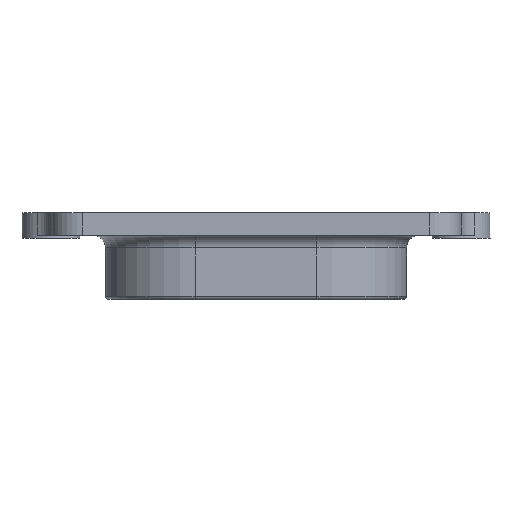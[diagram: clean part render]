
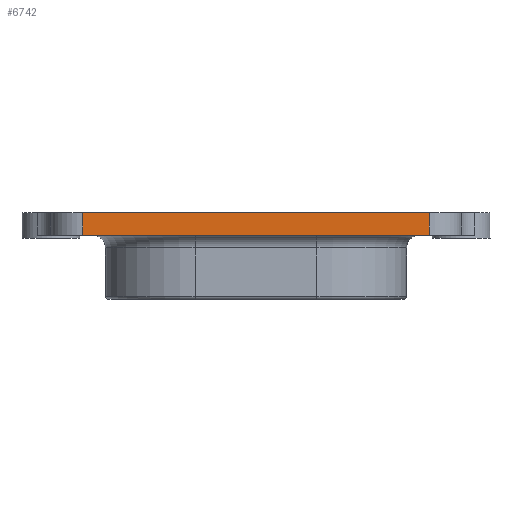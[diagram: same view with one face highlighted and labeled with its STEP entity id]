
A CAD part, front view. The second image highlights one B-rep face of the part: STEP entity #6742.
In plain terms, the highlighted planar face has unit normal (0, -1, 0).
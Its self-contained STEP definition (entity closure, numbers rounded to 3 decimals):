
#106 = PLANE('',#107);
#107 = AXIS2_PLACEMENT_3D('',#108,#109,#110);
#108 = CARTESIAN_POINT('',(-27.,35.,63.));
#109 = DIRECTION('',(0.,0.,-1.));
#110 = DIRECTION('',(-1.,0.,-0.));
#161 = PLANE('',#162);
#162 = AXIS2_PLACEMENT_3D('',#163,#164,#165);
#163 = CARTESIAN_POINT('',(-91.,79.,56.));
#164 = DIRECTION('',(-0.,0.,1.));
#165 = DIRECTION('',(1.,0.,0.));
#878 = VERTEX_POINT('',#879);
#879 = CARTESIAN_POINT('',(-145.,-79.,63.));
#894 = CYLINDRICAL_SURFACE('',#895,10.);
#895 = AXIS2_PLACEMENT_3D('',#896,#897,#898);
#896 = CARTESIAN_POINT('',(-145.,-69.,63.));
#897 = DIRECTION('',(0.,0.,-1.));
#898 = DIRECTION('',(0.,-1.,0.));
#906 = EDGE_CURVE('',#907,#878,#909,.T.);
#907 = VERTEX_POINT('',#908);
#908 = CARTESIAN_POINT('',(-37.,-79.,63.));
#909 = SURFACE_CURVE('',#910,(#914,#921),.PCURVE_S1.);
#910 = LINE('',#911,#912);
#911 = CARTESIAN_POINT('',(-91.,-79.,63.));
#912 = VECTOR('',#913,1.);
#913 = DIRECTION('',(-1.,0.,-0.));
#914 = PCURVE('',#106,#915);
#915 = DEFINITIONAL_REPRESENTATION('',(#916),#920);
#916 = LINE('',#917,#918);
#917 = CARTESIAN_POINT('',(64.,-114.));
#918 = VECTOR('',#919,1.);
#919 = DIRECTION('',(1.,0.));
#920 = ( GEOMETRIC_REPRESENTATION_CONTEXT(2) 
PARAMETRIC_REPRESENTATION_CONTEXT() REPRESENTATION_CONTEXT('2D SPACE',''
  ) );
#921 = PCURVE('',#922,#927);
#922 = PLANE('',#923);
#923 = AXIS2_PLACEMENT_3D('',#924,#925,#926);
#924 = CARTESIAN_POINT('',(-91.,-79.,59.5));
#925 = DIRECTION('',(0.,1.,0.));
#926 = DIRECTION('',(0.,0.,1.));
#927 = DEFINITIONAL_REPRESENTATION('',(#928),#932);
#928 = LINE('',#929,#930);
#929 = CARTESIAN_POINT('',(3.5,0.));
#930 = VECTOR('',#931,1.);
#931 = DIRECTION('',(0.,-1.));
#932 = ( GEOMETRIC_REPRESENTATION_CONTEXT(2) 
PARAMETRIC_REPRESENTATION_CONTEXT() REPRESENTATION_CONTEXT('2D SPACE',''
  ) );
#955 = CYLINDRICAL_SURFACE('',#956,10.);
#956 = AXIS2_PLACEMENT_3D('',#957,#958,#959);
#957 = CARTESIAN_POINT('',(-37.,-69.,63.));
#958 = DIRECTION('',(-0.,-0.,-1.));
#959 = DIRECTION('',(0.,-1.,-0.));
#2346 = EDGE_CURVE('',#878,#2347,#2349,.T.);
#2347 = VERTEX_POINT('',#2348);
#2348 = CARTESIAN_POINT('',(-145.,-79.,56.));
#2349 = SURFACE_CURVE('',#2350,(#2354,#2361),.PCURVE_S1.);
#2350 = LINE('',#2351,#2352);
#2351 = CARTESIAN_POINT('',(-145.,-79.,63.));
#2352 = VECTOR('',#2353,1.);
#2353 = DIRECTION('',(0.,0.,-1.));
#2354 = PCURVE('',#894,#2355);
#2355 = DEFINITIONAL_REPRESENTATION('',(#2356),#2360);
#2356 = LINE('',#2357,#2358);
#2357 = CARTESIAN_POINT('',(0.,0.));
#2358 = VECTOR('',#2359,1.);
#2359 = DIRECTION('',(0.,1.));
#2360 = ( GEOMETRIC_REPRESENTATION_CONTEXT(2) 
PARAMETRIC_REPRESENTATION_CONTEXT() REPRESENTATION_CONTEXT('2D SPACE',''
  ) );
#2361 = PCURVE('',#922,#2362);
#2362 = DEFINITIONAL_REPRESENTATION('',(#2363),#2367);
#2363 = LINE('',#2364,#2365);
#2364 = CARTESIAN_POINT('',(3.5,-54.));
#2365 = VECTOR('',#2366,1.);
#2366 = DIRECTION('',(-1.,0.));
#2367 = ( GEOMETRIC_REPRESENTATION_CONTEXT(2) 
PARAMETRIC_REPRESENTATION_CONTEXT() REPRESENTATION_CONTEXT('2D SPACE',''
  ) );
#2543 = EDGE_CURVE('',#907,#2544,#2546,.T.);
#2544 = VERTEX_POINT('',#2545);
#2545 = CARTESIAN_POINT('',(-37.,-79.,56.));
#2546 = SURFACE_CURVE('',#2547,(#2551,#2558),.PCURVE_S1.);
#2547 = LINE('',#2548,#2549);
#2548 = CARTESIAN_POINT('',(-37.,-79.,63.));
#2549 = VECTOR('',#2550,1.);
#2550 = DIRECTION('',(-0.,-0.,-1.));
#2551 = PCURVE('',#955,#2552);
#2552 = DEFINITIONAL_REPRESENTATION('',(#2553),#2557);
#2553 = LINE('',#2554,#2555);
#2554 = CARTESIAN_POINT('',(-0.,0.));
#2555 = VECTOR('',#2556,1.);
#2556 = DIRECTION('',(-0.,1.));
#2557 = ( GEOMETRIC_REPRESENTATION_CONTEXT(2) 
PARAMETRIC_REPRESENTATION_CONTEXT() REPRESENTATION_CONTEXT('2D SPACE',''
  ) );
#2558 = PCURVE('',#922,#2559);
#2559 = DEFINITIONAL_REPRESENTATION('',(#2560),#2564);
#2560 = LINE('',#2561,#2562);
#2561 = CARTESIAN_POINT('',(3.5,54.));
#2562 = VECTOR('',#2563,1.);
#2563 = DIRECTION('',(-1.,0.));
#2564 = ( GEOMETRIC_REPRESENTATION_CONTEXT(2) 
PARAMETRIC_REPRESENTATION_CONTEXT() REPRESENTATION_CONTEXT('2D SPACE',''
  ) );
#4843 = EDGE_CURVE('',#2347,#2544,#4844,.T.);
#4844 = SURFACE_CURVE('',#4845,(#4849,#4856),.PCURVE_S1.);
#4845 = LINE('',#4846,#4847);
#4846 = CARTESIAN_POINT('',(-67.,-79.,56.));
#4847 = VECTOR('',#4848,1.);
#4848 = DIRECTION('',(1.,0.,0.));
#4849 = PCURVE('',#161,#4850);
#4850 = DEFINITIONAL_REPRESENTATION('',(#4851),#4855);
#4851 = LINE('',#4852,#4853);
#4852 = CARTESIAN_POINT('',(24.,-158.));
#4853 = VECTOR('',#4854,1.);
#4854 = DIRECTION('',(1.,0.));
#4855 = ( GEOMETRIC_REPRESENTATION_CONTEXT(2) 
PARAMETRIC_REPRESENTATION_CONTEXT() REPRESENTATION_CONTEXT('2D SPACE',''
  ) );
#4856 = PCURVE('',#922,#4857);
#4857 = DEFINITIONAL_REPRESENTATION('',(#4858),#4862);
#4858 = LINE('',#4859,#4860);
#4859 = CARTESIAN_POINT('',(-3.5,24.));
#4860 = VECTOR('',#4861,1.);
#4861 = DIRECTION('',(0.,1.));
#4862 = ( GEOMETRIC_REPRESENTATION_CONTEXT(2) 
PARAMETRIC_REPRESENTATION_CONTEXT() REPRESENTATION_CONTEXT('2D SPACE',''
  ) );
#6742 = ADVANCED_FACE('',(#6743),#922,.F.);
#6743 = FACE_BOUND('',#6744,.T.);
#6744 = EDGE_LOOP('',(#6745,#6746,#6747,#6748));
#6745 = ORIENTED_EDGE('',*,*,#2543,.F.);
#6746 = ORIENTED_EDGE('',*,*,#906,.T.);
#6747 = ORIENTED_EDGE('',*,*,#2346,.T.);
#6748 = ORIENTED_EDGE('',*,*,#4843,.T.);
